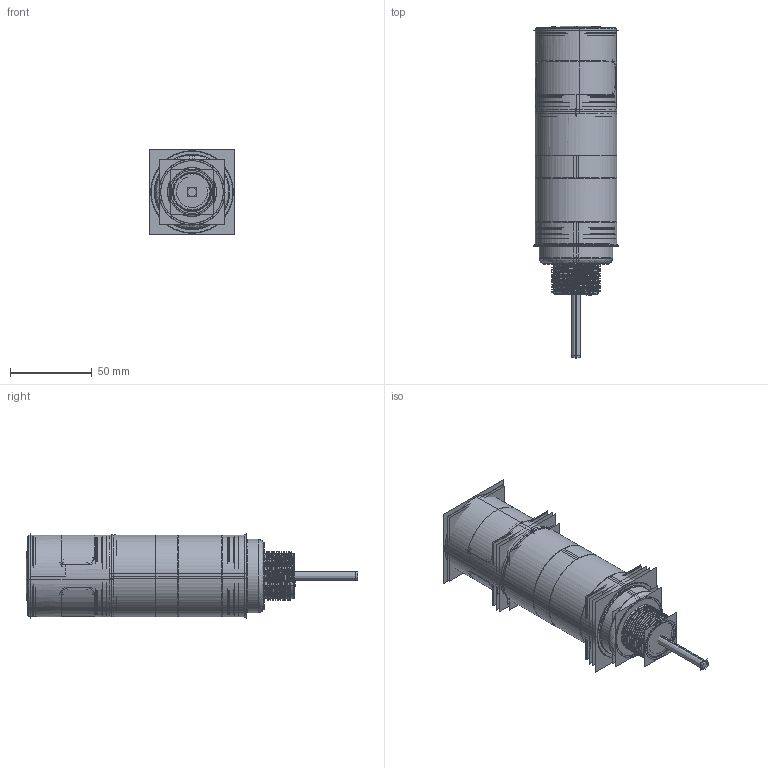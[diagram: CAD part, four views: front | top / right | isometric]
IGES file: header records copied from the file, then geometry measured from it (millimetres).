
Start section:  PTC IGES file: 212913.igs
Global section: file name: 212913.igs; native system: Creo Parametric by PTC Inc.; preprocessor: 2018300; author: pdmadmin; organization: Unknown; date: 20190726.075730; units: millimetre
Bounding box: 52.54 x 203.28 x 52.52 mm (x, y, z)
Volume: 93681.8 mm3; surface area: 612558.2 mm2
Topology: 8 solids, 13 shells, 2526 faces, 12579 edges, 15741 vertices
Faces by surface type: revolution 1286, bspline 1232, extrusion 8
